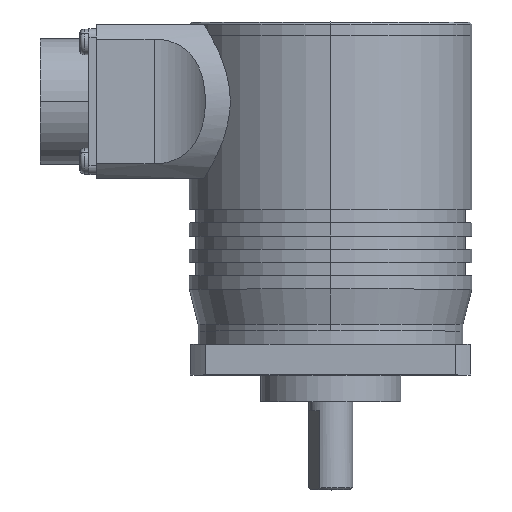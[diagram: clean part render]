
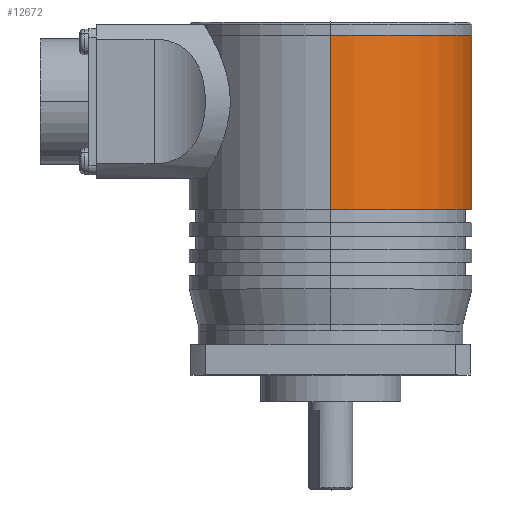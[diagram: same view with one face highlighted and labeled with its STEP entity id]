
A CAD part, top view. The second image highlights one B-rep face of the part: STEP entity #12672.
In plain terms, the highlighted cylindrical face has radius 32 mm (diameter 64 mm), a partial arc.
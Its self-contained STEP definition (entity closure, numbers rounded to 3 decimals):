
#606 = CARTESIAN_POINT ( 'NONE',  ( 0., 21.5, 32. ) ) ;
#809 = CARTESIAN_POINT ( 'NONE',  ( 0., 61., 32. ) ) ;
#829 = CARTESIAN_POINT ( 'NONE',  ( 0., 61., -32. ) ) ;
#836 = CARTESIAN_POINT ( 'NONE',  ( 0., 21.5, -32. ) ) ;
#7381 = CARTESIAN_POINT ( 'NONE',  ( 0., -6., 0. ) ) ;
#7383 = DIRECTION ( 'NONE',  ( 0., -1., 0. ) ) ;
#7385 = DIRECTION ( 'NONE',  ( 0., 0., 1. ) ) ;
#9367 = EDGE_LOOP ( 'NONE', ( #10123, #10124, #10125, #10118 ) ) ;
#9785 = VERTEX_POINT ( 'NONE', #606 ) ;
#9988 = VERTEX_POINT ( 'NONE', #809 ) ;
#10008 = VERTEX_POINT ( 'NONE', #829 ) ;
#10015 = VERTEX_POINT ( 'NONE', #836 ) ;
#10118 = ORIENTED_EDGE ( 'NONE', *, *, #17597, .F. ) ;
#10123 = ORIENTED_EDGE ( 'NONE', *, *, #17583, .F. ) ;
#10124 = ORIENTED_EDGE ( 'NONE', *, *, #17596, .T. ) ;
#10125 = ORIENTED_EDGE ( 'NONE', *, *, #17587, .T. ) ;
#12080 = AXIS2_PLACEMENT_3D ( 'NONE', #7381, #7383, #7385 ) ;
#12672 = ADVANCED_FACE ( 'NONE', ( #14439 ), #14443, .T. ) ;
#13707 = AXIS2_PLACEMENT_3D ( 'NONE', #17090, #17091, #17092 ) ;
#13709 = AXIS2_PLACEMENT_3D ( 'NONE', #17087, #17088, #17089 ) ;
#13710 = CIRCLE ( 'NONE', #13707, 32. ) ;
#13719 = CIRCLE ( 'NONE', #13709, 32. ) ;
#13732 = VECTOR ( 'NONE', #17021, 1000. ) ;
#13742 = VECTOR ( 'NONE', #16966, 1000. ) ;
#14439 = FACE_OUTER_BOUND ( 'NONE', #9367, .T. ) ;
#14443 = CYLINDRICAL_SURFACE ( 'NONE', #12080, 32. ) ;
#16272 = LINE ( 'NONE', #16965, #13742 ) ;
#16273 = LINE ( 'NONE', #17020, #13732 ) ;
#16965 = CARTESIAN_POINT ( 'NONE',  ( 0., -6., -32. ) ) ;
#16966 = DIRECTION ( 'NONE',  ( 0., -1., 0. ) ) ;
#17020 = CARTESIAN_POINT ( 'NONE',  ( 0., -6., 32. ) ) ;
#17021 = DIRECTION ( 'NONE',  ( 0., -1., 0. ) ) ;
#17087 = CARTESIAN_POINT ( 'NONE',  ( 0., 61., 0. ) ) ;
#17088 = DIRECTION ( 'NONE',  ( 0., -1., 0. ) ) ;
#17089 = DIRECTION ( 'NONE',  ( 0., 0., 1. ) ) ;
#17090 = CARTESIAN_POINT ( 'NONE',  ( 0., 21.5, 0. ) ) ;
#17091 = DIRECTION ( 'NONE',  ( 0., -1., 0. ) ) ;
#17092 = DIRECTION ( 'NONE',  ( 0., 0., 1. ) ) ;
#17583 = EDGE_CURVE ( 'NONE', #10008, #10015, #16272, .T. ) ;
#17587 = EDGE_CURVE ( 'NONE', #9988, #9785, #16273, .T. ) ;
#17596 = EDGE_CURVE ( 'NONE', #10008, #9988, #13719, .T. ) ;
#17597 = EDGE_CURVE ( 'NONE', #10015, #9785, #13710, .T. ) ;
